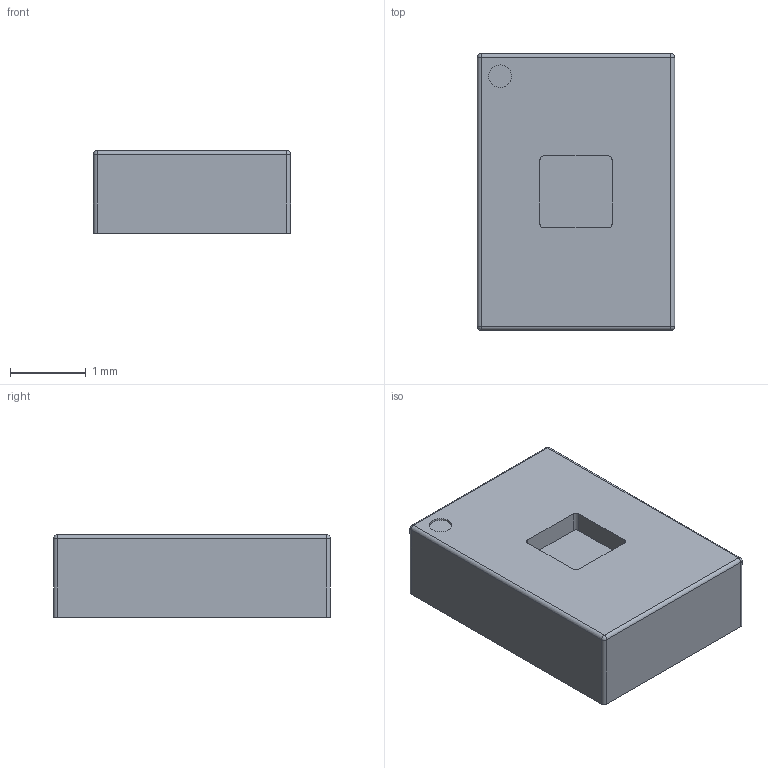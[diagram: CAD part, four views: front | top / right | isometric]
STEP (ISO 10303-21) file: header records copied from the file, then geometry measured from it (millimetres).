
FILE_DESCRIPTION(('FreeCAD Model'),'2;1');
FILE_NAME('Open CASCADE Shape Model','2023-11-03T17:45:05',('Author'),( ''),'Open CASCADE STEP processor 7.6','FreeCAD','Unknown');
FILE_SCHEMA(('AUTOMOTIVE_DESIGN { 1 0 10303 214 1 1 1 1 }'));
Length unit declared in the file: millimetre
Products named in the file (1): TopEdgeFillet
Bounding box: 2.6 x 3.65 x 1.09 mm (x, y, z)
Volume: 10.1 mm3; surface area: 33.3 mm2
Topology: 1 solids, 1 shells, 29 faces, 67 edges, 38 vertices
Faces by surface type: cylinder 13, plane 12, sphere 4
Full cylindrical faces by diameter (mm): 0.3 x1
Entity records: 809 total; most frequent: DIRECTION 149, CARTESIAN_POINT 131, ORIENTED_EDGE 126, EDGE_CURVE 63, AXIS2_PLACEMENT_3D 56, VERTEX_POINT 38, LINE 37, VECTOR 37
